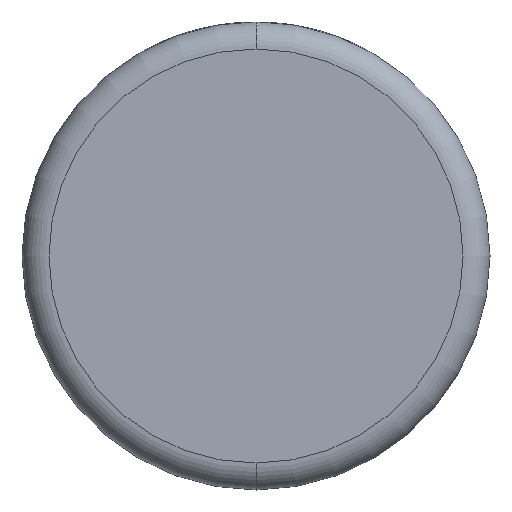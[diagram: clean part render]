
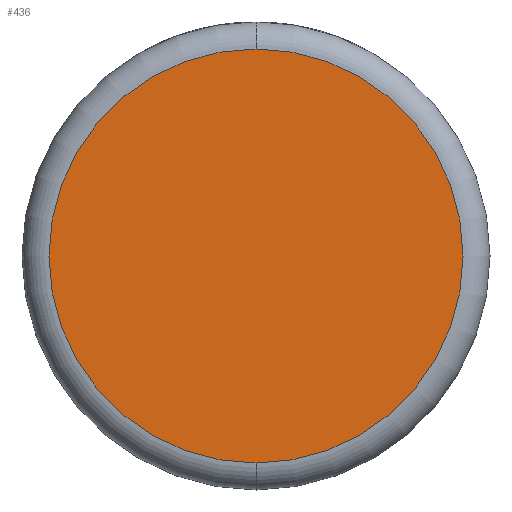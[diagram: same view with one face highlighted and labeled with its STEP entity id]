
A CAD part, front view. The second image highlights one B-rep face of the part: STEP entity #436.
In plain terms, the highlighted planar face has unit normal (0, -1, 0).
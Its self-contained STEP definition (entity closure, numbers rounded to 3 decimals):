
#202 = EDGE_CURVE ( 'NONE', #2699, #1686, #1461, .T. ) ;
#299 = ORIENTED_EDGE ( 'NONE', *, *, #202, .T. ) ;
#436 = ADVANCED_FACE ( 'NONE', ( #2041 ), #1994, .F. ) ;
#674 = DIRECTION ( 'NONE',  ( 0., 0., 1. ) ) ;
#1049 = DIRECTION ( 'NONE',  ( 0., 0., 1. ) ) ;
#1402 = CARTESIAN_POINT ( 'NONE',  ( 0., 0., 0. ) ) ;
#1461 = CIRCLE ( 'NONE', #3424, 18.138 ) ;
#1609 = EDGE_LOOP ( 'NONE', ( #4335, #299 ) ) ;
#1686 = VERTEX_POINT ( 'NONE', #3128 ) ;
#1980 = DIRECTION ( 'NONE',  ( 0., 1., 0. ) ) ;
#1988 = AXIS2_PLACEMENT_3D ( 'NONE', #4778, #2554, #674 ) ;
#1994 = PLANE ( 'NONE',  #4132 ) ;
#2041 = FACE_OUTER_BOUND ( 'NONE', #1609, .T. ) ;
#2554 = DIRECTION ( 'NONE',  ( 0., -1., 0. ) ) ;
#2699 = VERTEX_POINT ( 'NONE', #3776 ) ;
#3069 = CARTESIAN_POINT ( 'NONE',  ( 0., 0., 0. ) ) ;
#3092 = EDGE_CURVE ( 'NONE', #1686, #2699, #3793, .T. ) ;
#3128 = CARTESIAN_POINT ( 'NONE',  ( 0., 0., 18.138 ) ) ;
#3424 = AXIS2_PLACEMENT_3D ( 'NONE', #1402, #3678, #1049 ) ;
#3525 = DIRECTION ( 'NONE',  ( 0., 0., 1. ) ) ;
#3678 = DIRECTION ( 'NONE',  ( 0., -1., 0. ) ) ;
#3776 = CARTESIAN_POINT ( 'NONE',  ( 0., 0., -18.138 ) ) ;
#3793 = CIRCLE ( 'NONE', #1988, 18.138 ) ;
#4132 = AXIS2_PLACEMENT_3D ( 'NONE', #3069, #1980, #3525 ) ;
#4335 = ORIENTED_EDGE ( 'NONE', *, *, #3092, .T. ) ;
#4778 = CARTESIAN_POINT ( 'NONE',  ( 0., 0., 0. ) ) ;
